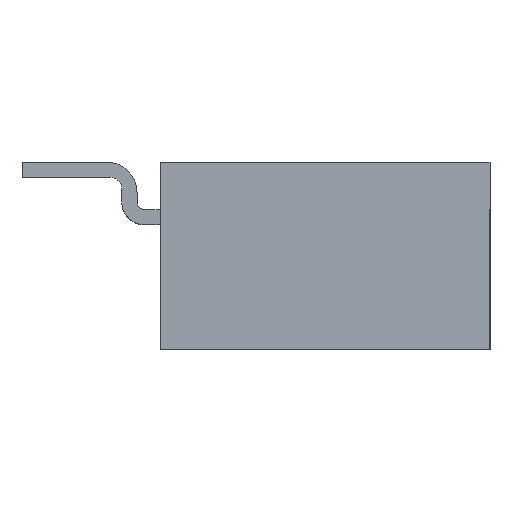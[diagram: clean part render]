
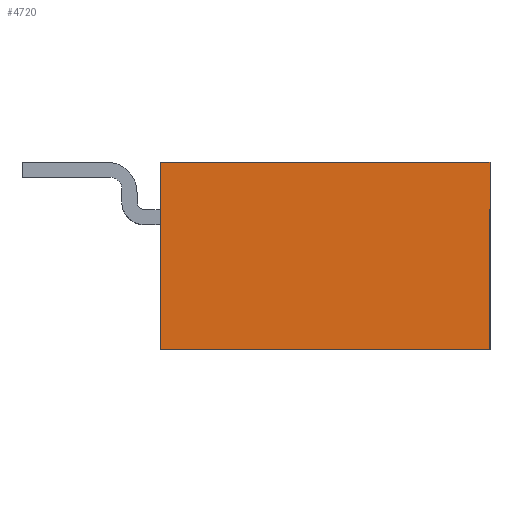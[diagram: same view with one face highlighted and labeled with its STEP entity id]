
A CAD part, left-side view. The second image highlights one B-rep face of the part: STEP entity #4720.
In plain terms, the highlighted planar face has unit normal (-1, 0, 0).
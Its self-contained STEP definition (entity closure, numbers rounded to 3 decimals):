
#270=CARTESIAN_POINT('',(6.,0.,-3.625));
#271=VERTEX_POINT('',#270);
#281=CARTESIAN_POINT('',(6.,4.,-3.625));
#282=VERTEX_POINT('',#281);
#283=CARTESIAN_POINT('',(6.,0.,-3.625));
#284=CARTESIAN_POINT('',(6.,0.8,-3.625));
#285=CARTESIAN_POINT('',(6.,1.6,-3.625));
#286=CARTESIAN_POINT('',(6.,2.4,-3.625));
#287=CARTESIAN_POINT('',(6.,3.2,-3.625));
#288=CARTESIAN_POINT('',(6.,4.,-3.625));
#289=B_SPLINE_CURVE_WITH_KNOTS('',5,(#283,#284,#285,#286,#287,#288),.UNSPECIFIED.,.F.,.U.,(6,6),(0.,4.),.UNSPECIFIED.);
#290=EDGE_CURVE('',#271,#282,#289,.T.);
#292=CARTESIAN_POINT('',(6.,4.3,-3.625));
#293=VERTEX_POINT('',#292);
#294=CARTESIAN_POINT('',(6.,4.3,-3.625));
#295=DIRECTION('',(0.,-1.,0.));
#296=VECTOR('',#295,0.3);
#297=LINE('',#294,#296);
#298=EDGE_CURVE('',#293,#282,#297,.T.);
#344=CARTESIAN_POINT('',(6.,0.,-1.175));
#345=VERTEX_POINT('',#344);
#352=CARTESIAN_POINT('',(6.,0.,-1.175));
#353=CARTESIAN_POINT('',(6.,0.,-1.665));
#354=CARTESIAN_POINT('',(6.,0.,-2.155));
#355=CARTESIAN_POINT('',(6.,0.,-2.645));
#356=CARTESIAN_POINT('',(6.,0.,-3.135));
#357=CARTESIAN_POINT('',(6.,0.,-3.625));
#358=B_SPLINE_CURVE_WITH_KNOTS('',5,(#352,#353,#354,#355,#356,#357),.UNSPECIFIED.,.F.,.U.,(6,6),(0.,2.45),.UNSPECIFIED.);
#359=EDGE_CURVE('',#345,#271,#358,.T.);
#4696=CARTESIAN_POINT('',(6.,2.15,-2.25));
#4697=DIRECTION('',(0.,0.,1.));
#4698=DIRECTION('',(-1.,0.,0.));
#4699=AXIS2_PLACEMENT_3D('',#4696,#4698,#4697);
#4700=PLANE('',#4699);
#4701=CARTESIAN_POINT('',(6.,4.3,-1.175));
#4702=VERTEX_POINT('',#4701);
#4703=CARTESIAN_POINT('',(6.,0.,-1.175));
#4704=DIRECTION('',(0.,1.,0.));
#4705=VECTOR('',#4704,4.3);
#4706=LINE('',#4703,#4705);
#4707=EDGE_CURVE('',#345,#4702,#4706,.T.);
#4708=ORIENTED_EDGE('',*,*,#4707,.T.);
#4709=CARTESIAN_POINT('',(6.,4.3,-3.625));
#4710=DIRECTION('',(0.,0.,1.));
#4711=VECTOR('',#4710,2.45);
#4712=LINE('',#4709,#4711);
#4713=EDGE_CURVE('',#293,#4702,#4712,.T.);
#4714=ORIENTED_EDGE('',*,*,#4713,.F.);
#4715=ORIENTED_EDGE('',*,*,#298,.T.);
#4716=ORIENTED_EDGE('',*,*,#290,.F.);
#4717=ORIENTED_EDGE('',*,*,#359,.F.);
#4718=EDGE_LOOP('',(#4708,#4714,#4715,#4716,#4717));
#4719=FACE_OUTER_BOUND('',#4718,.T.);
#4720=ADVANCED_FACE('',(#4719),#4700,.T.);
